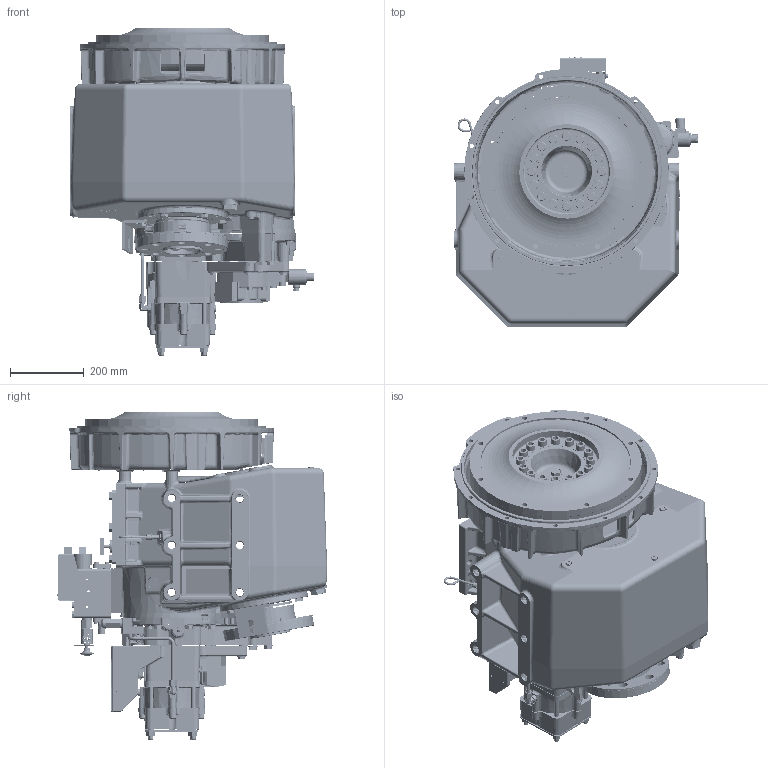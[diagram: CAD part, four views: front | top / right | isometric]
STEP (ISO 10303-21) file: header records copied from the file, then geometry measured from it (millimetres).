
FILE_DESCRIPTION (( 'STEP AP214' ), '1' );
FILE_NAME ('1027597A.STEP', '2015-07-28T17:25:54', ( '' ), ( '' ), 'SwSTEP 2.0', 'SolidWorks 2010', '' );
FILE_SCHEMA (( 'AUTOMOTIVE_DESIGN' ));
Length unit declared in the file: millimetre
Products named in the file (1): 1027597A
Bounding box: 661.07 x 730.22 x 885.73 mm (x, y, z)
Surface area: 4493977.9 mm2 (no closed solid volume)
Topology: 0 solids, 420 shells, 5019 faces, 19727 edges, 14550 vertices
Faces by surface type: plane 1652, cylinder 1588, bspline 843, cone 475, torus 315, sphere 146
Entity records: 335784 total; most frequent: CARTESIAN_POINT 127123, DIRECTION 30271, ORIENTED_EDGE 29238, EDGE_CURVE 19563, VERTEX_POINT 14520, AXIS2_PLACEMENT_3D 11394, VECTOR 7483, LINE 7483
